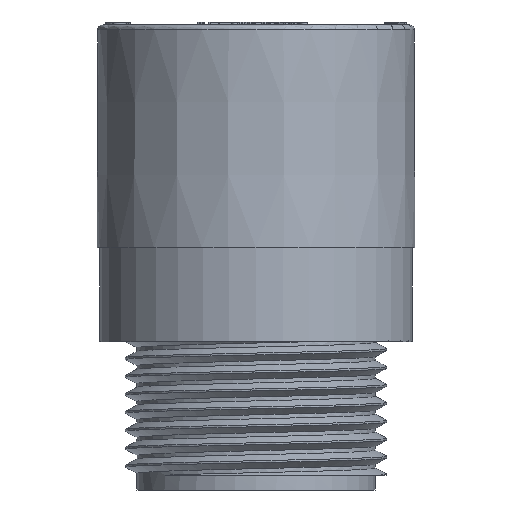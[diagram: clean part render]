
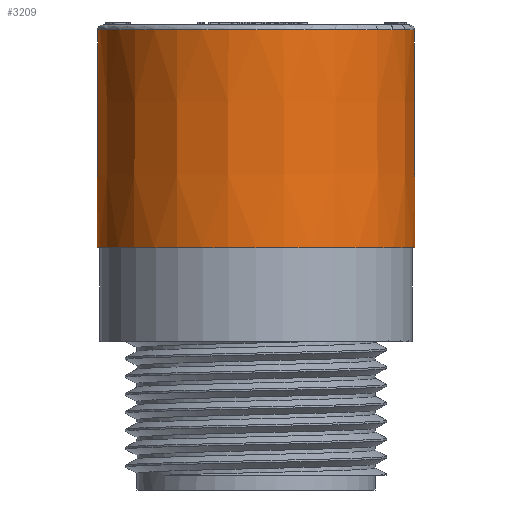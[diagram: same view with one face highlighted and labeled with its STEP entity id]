
A CAD part, front view. The second image highlights one B-rep face of the part: STEP entity #3209.
In plain terms, the highlighted conical face has half-angle 0.127 degrees and reference radius 16.05 mm.
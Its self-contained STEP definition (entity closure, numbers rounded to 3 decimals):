
#135=CONICAL_SURFACE('',#11476,16.05,0.127);
#3209=ADVANCED_FACE('',(#4369,#4370),#135,.T.);
#4369=FACE_BOUND('',#4444,.T.);
#4370=FACE_BOUND('',#4445,.T.);
#4444=EDGE_LOOP('',(#5561));
#4445=EDGE_LOOP('',(#5562));
#5561=ORIENTED_EDGE('',*,*,#10154,.F.);
#5562=ORIENTED_EDGE('',*,*,#10155,.T.);
#8991=VERTEX_POINT('',#18361);
#8992=VERTEX_POINT('',#18363);
#10154=EDGE_CURVE('',#8991,#8991,#11425,.T.);
#10155=EDGE_CURVE('',#8992,#8992,#11426,.T.);
#11425=CIRCLE('',#11474,16.05);
#11426=CIRCLE('',#11475,16.001);
#11474=AXIS2_PLACEMENT_3D('',#18360,#12080,#12081);
#11475=AXIS2_PLACEMENT_3D('',#18362,#12082,#12083);
#11476=AXIS2_PLACEMENT_3D('',#18364,#12084,#12085);
#12080=DIRECTION('',(0.,0.,-1.));
#12081=DIRECTION('',(-1.,0.,0.));
#12082=DIRECTION('',(0.,0.,-1.));
#12083=DIRECTION('',(1.,0.,0.));
#12084=DIRECTION('',(0.,0.,-1.));
#12085=DIRECTION('',(-1.,0.,0.));
#18360=CARTESIAN_POINT('',(131.,149.5,23.004));
#18361=CARTESIAN_POINT('',(114.95,149.5,23.004));
#18362=CARTESIAN_POINT('',(131.,149.5,45.005));
#18363=CARTESIAN_POINT('',(147.001,149.5,45.005));
#18364=CARTESIAN_POINT('',(131.,149.5,23.004));
